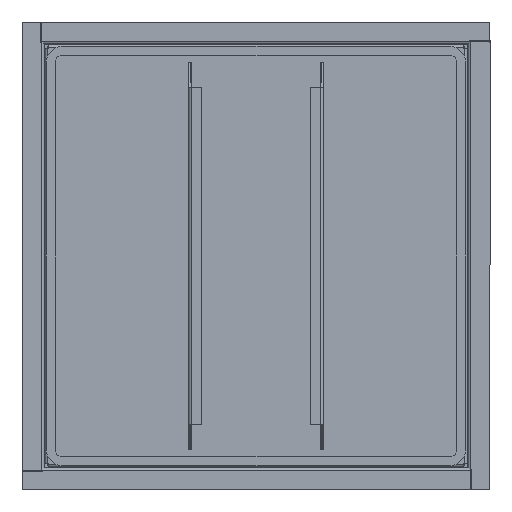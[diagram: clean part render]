
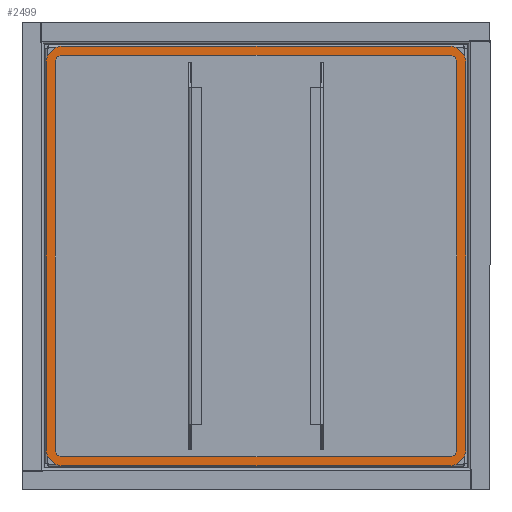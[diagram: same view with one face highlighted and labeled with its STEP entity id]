
A CAD part, front view. The second image highlights one B-rep face of the part: STEP entity #2499.
In plain terms, the highlighted face is planar.
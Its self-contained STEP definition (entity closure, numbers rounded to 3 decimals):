
#45 = DIRECTION ( 'NONE',  ( -1., 0., 0. ) ) ;
#69 = ORIENTED_EDGE ( 'NONE', *, *, #3561, .F. ) ;
#80 = VECTOR ( 'NONE', #1781, 1000. ) ;
#151 = LINE ( 'NONE', #1690, #80 ) ;
#156 = CIRCLE ( 'NONE', #1177, 7. ) ;
#160 = EDGE_CURVE ( 'NONE', #3790, #368, #2904, .T. ) ;
#299 = VERTEX_POINT ( 'NONE', #559 ) ;
#327 = VECTOR ( 'NONE', #3062, 1000. ) ;
#354 = DIRECTION ( 'NONE',  ( 0., 0., 1. ) ) ;
#363 = VERTEX_POINT ( 'NONE', #2234 ) ;
#368 = VERTEX_POINT ( 'NONE', #1623 ) ;
#385 = ORIENTED_EDGE ( 'NONE', *, *, #4461, .F. ) ;
#420 = EDGE_LOOP ( 'NONE', ( #4595, #3880, #4690, #1185, #2474, #1671, #2156, #2825 ) ) ;
#421 = DIRECTION ( 'NONE',  ( -1., 0., 0. ) ) ;
#465 = CARTESIAN_POINT ( 'NONE',  ( -190., -175., 0. ) ) ;
#482 = AXIS2_PLACEMENT_3D ( 'NONE', #3730, #1442, #3473 ) ;
#510 = AXIS2_PLACEMENT_3D ( 'NONE', #4304, #4166, #2146 ) ;
#547 = VERTEX_POINT ( 'NONE', #3341 ) ;
#558 = EDGE_CURVE ( 'NONE', #3940, #668, #1508, .T. ) ;
#559 = CARTESIAN_POINT ( 'NONE',  ( -182., 175., 0. ) ) ;
#635 = DIRECTION ( 'NONE',  ( 0., 0., -1. ) ) ;
#652 = CARTESIAN_POINT ( 'NONE',  ( -175., -190., 0. ) ) ;
#668 = VERTEX_POINT ( 'NONE', #465 ) ;
#698 = ORIENTED_EDGE ( 'NONE', *, *, #798, .F. ) ;
#798 = EDGE_CURVE ( 'NONE', #368, #3940, #4716, .T. ) ;
#811 = VERTEX_POINT ( 'NONE', #888 ) ;
#822 = DIRECTION ( 'NONE',  ( 0., 0., 1. ) ) ;
#884 = AXIS2_PLACEMENT_3D ( 'NONE', #1829, #354, #1903 ) ;
#888 = CARTESIAN_POINT ( 'NONE',  ( -175., 182., 0. ) ) ;
#942 = AXIS2_PLACEMENT_3D ( 'NONE', #4599, #3910, #2763 ) ;
#980 = DIRECTION ( 'NONE',  ( -1., 0., 0. ) ) ;
#998 = LINE ( 'NONE', #4376, #3305 ) ;
#999 = CARTESIAN_POINT ( 'NONE',  ( -175., 175., 0. ) ) ;
#1114 = EDGE_CURVE ( 'NONE', #3131, #3874, #3123, .T. ) ;
#1149 = VERTEX_POINT ( 'NONE', #1308 ) ;
#1177 = AXIS2_PLACEMENT_3D ( 'NONE', #999, #822, #421 ) ;
#1185 = ORIENTED_EDGE ( 'NONE', *, *, #1114, .T. ) ;
#1195 = EDGE_CURVE ( 'NONE', #547, #3131, #2379, .T. ) ;
#1203 = EDGE_CURVE ( 'NONE', #299, #363, #2606, .T. ) ;
#1227 = VERTEX_POINT ( 'NONE', #2170 ) ;
#1244 = DIRECTION ( 'NONE',  ( 0., 0., 1. ) ) ;
#1273 = VERTEX_POINT ( 'NONE', #2074 ) ;
#1308 = CARTESIAN_POINT ( 'NONE',  ( 190., -175., 0. ) ) ;
#1323 = EDGE_CURVE ( 'NONE', #3874, #1273, #1962, .T. ) ;
#1421 = CIRCLE ( 'NONE', #1598, 7. ) ;
#1432 = CIRCLE ( 'NONE', #884, 15. ) ;
#1442 = DIRECTION ( 'NONE',  ( 0., 0., 1. ) ) ;
#1444 = EDGE_CURVE ( 'NONE', #363, #547, #1421, .T. ) ;
#1445 = CARTESIAN_POINT ( 'NONE',  ( -190., -175., 0. ) ) ;
#1452 = CARTESIAN_POINT ( 'NONE',  ( 175., -175., 0. ) ) ;
#1508 = LINE ( 'NONE', #1445, #1825 ) ;
#1541 = DIRECTION ( 'NONE',  ( 0., 1., 0. ) ) ;
#1592 = AXIS2_PLACEMENT_3D ( 'NONE', #4397, #4425, #4418 ) ;
#1598 = AXIS2_PLACEMENT_3D ( 'NONE', #3850, #4625, #980 ) ;
#1623 = CARTESIAN_POINT ( 'NONE',  ( -175., 190., 0. ) ) ;
#1671 = ORIENTED_EDGE ( 'NONE', *, *, #4427, .T. ) ;
#1672 = CARTESIAN_POINT ( 'NONE',  ( -175., -182., 0. ) ) ;
#1690 = CARTESIAN_POINT ( 'NONE',  ( -175., 182., 0. ) ) ;
#1760 = VECTOR ( 'NONE', #2726, 1000. ) ;
#1781 = DIRECTION ( 'NONE',  ( -1., 0., 0. ) ) ;
#1825 = VECTOR ( 'NONE', #2534, 1000. ) ;
#1829 = CARTESIAN_POINT ( 'NONE',  ( -175., -175., 0. ) ) ;
#1876 = DIRECTION ( 'NONE',  ( -1., 0., 0. ) ) ;
#1903 = DIRECTION ( 'NONE',  ( -1., 0., 0. ) ) ;
#1962 = LINE ( 'NONE', #2584, #1760 ) ;
#1982 = CARTESIAN_POINT ( 'NONE',  ( -190., 175., 0. ) ) ;
#2007 = FACE_BOUND ( 'NONE', #420, .T. ) ;
#2074 = CARTESIAN_POINT ( 'NONE',  ( 182., 175., 0. ) ) ;
#2146 = DIRECTION ( 'NONE',  ( -1., 0., 0. ) ) ;
#2156 = ORIENTED_EDGE ( 'NONE', *, *, #2233, .T. ) ;
#2170 = CARTESIAN_POINT ( 'NONE',  ( 175., 182., 0. ) ) ;
#2233 = EDGE_CURVE ( 'NONE', #1227, #811, #151, .T. ) ;
#2234 = CARTESIAN_POINT ( 'NONE',  ( -182., -175., 0. ) ) ;
#2289 = ORIENTED_EDGE ( 'NONE', *, *, #3354, .F. ) ;
#2363 = VECTOR ( 'NONE', #4354, 1000. ) ;
#2369 = CIRCLE ( 'NONE', #1592, 15. ) ;
#2379 = LINE ( 'NONE', #1672, #2363 ) ;
#2474 = ORIENTED_EDGE ( 'NONE', *, *, #1323, .T. ) ;
#2499 = ADVANCED_FACE ( 'NONE', ( #2837, #2007 ), #4387, .T. ) ;
#2531 = ORIENTED_EDGE ( 'NONE', *, *, #4094, .F. ) ;
#2534 = DIRECTION ( 'NONE',  ( 0., -1., 0. ) ) ;
#2584 = CARTESIAN_POINT ( 'NONE',  ( 182., -175., 0. ) ) ;
#2606 = LINE ( 'NONE', #2847, #3383 ) ;
#2726 = DIRECTION ( 'NONE',  ( 0., 1., 0. ) ) ;
#2763 = DIRECTION ( 'NONE',  ( -1., 0., 0. ) ) ;
#2825 = ORIENTED_EDGE ( 'NONE', *, *, #4046, .T. ) ;
#2837 = FACE_OUTER_BOUND ( 'NONE', #2970, .T. ) ;
#2847 = CARTESIAN_POINT ( 'NONE',  ( -182., -175., 0. ) ) ;
#2904 = LINE ( 'NONE', #4242, #2922 ) ;
#2922 = VECTOR ( 'NONE', #4689, 1000. ) ;
#2946 = LINE ( 'NONE', #652, #327 ) ;
#2970 = EDGE_LOOP ( 'NONE', ( #698, #3461, #69, #2289, #3051, #2531, #385, #3935 ) ) ;
#3021 = CARTESIAN_POINT ( 'NONE',  ( -175., 175., 0. ) ) ;
#3051 = ORIENTED_EDGE ( 'NONE', *, *, #4715, .F. ) ;
#3062 = DIRECTION ( 'NONE',  ( 1., 0., 0. ) ) ;
#3123 = CIRCLE ( 'NONE', #4736, 7. ) ;
#3131 = VERTEX_POINT ( 'NONE', #4226 ) ;
#3207 = CARTESIAN_POINT ( 'NONE',  ( 175., 190., 0. ) ) ;
#3250 = CIRCLE ( 'NONE', #942, 7. ) ;
#3305 = VECTOR ( 'NONE', #1541, 1000. ) ;
#3341 = CARTESIAN_POINT ( 'NONE',  ( -175., -182., 0. ) ) ;
#3354 = EDGE_CURVE ( 'NONE', #1149, #3389, #998, .T. ) ;
#3383 = VECTOR ( 'NONE', #3390, 1000. ) ;
#3389 = VERTEX_POINT ( 'NONE', #4056 ) ;
#3390 = DIRECTION ( 'NONE',  ( 0., -1., 0. ) ) ;
#3459 = CARTESIAN_POINT ( 'NONE',  ( 182., -175., 0. ) ) ;
#3460 = CARTESIAN_POINT ( 'NONE',  ( 175., -190., 0. ) ) ;
#3461 = ORIENTED_EDGE ( 'NONE', *, *, #160, .F. ) ;
#3473 = DIRECTION ( 'NONE',  ( -1., 0., 0. ) ) ;
#3542 = AXIS2_PLACEMENT_3D ( 'NONE', #3021, #635, #45 ) ;
#3561 = EDGE_CURVE ( 'NONE', #3389, #3790, #2369, .T. ) ;
#3590 = VERTEX_POINT ( 'NONE', #4549 ) ;
#3657 = CIRCLE ( 'NONE', #482, 15. ) ;
#3730 = CARTESIAN_POINT ( 'NONE',  ( 175., -175., 0. ) ) ;
#3790 = VERTEX_POINT ( 'NONE', #3207 ) ;
#3850 = CARTESIAN_POINT ( 'NONE',  ( -175., -175., 0. ) ) ;
#3874 = VERTEX_POINT ( 'NONE', #3459 ) ;
#3880 = ORIENTED_EDGE ( 'NONE', *, *, #1444, .T. ) ;
#3910 = DIRECTION ( 'NONE',  ( 0., 0., 1. ) ) ;
#3935 = ORIENTED_EDGE ( 'NONE', *, *, #558, .F. ) ;
#3940 = VERTEX_POINT ( 'NONE', #1982 ) ;
#4046 = EDGE_CURVE ( 'NONE', #811, #299, #156, .T. ) ;
#4056 = CARTESIAN_POINT ( 'NONE',  ( 190., 175., 0. ) ) ;
#4094 = EDGE_CURVE ( 'NONE', #3590, #4512, #2946, .T. ) ;
#4166 = DIRECTION ( 'NONE',  ( 0., 0., 1. ) ) ;
#4226 = CARTESIAN_POINT ( 'NONE',  ( 175., -182., 0. ) ) ;
#4242 = CARTESIAN_POINT ( 'NONE',  ( -175., 190., 0. ) ) ;
#4304 = CARTESIAN_POINT ( 'NONE',  ( -175., 175., 0. ) ) ;
#4354 = DIRECTION ( 'NONE',  ( 1., 0., 0. ) ) ;
#4376 = CARTESIAN_POINT ( 'NONE',  ( 190., -175., 0. ) ) ;
#4387 = PLANE ( 'NONE',  #3542 ) ;
#4397 = CARTESIAN_POINT ( 'NONE',  ( 175., 175., 0. ) ) ;
#4418 = DIRECTION ( 'NONE',  ( -1., 0., 0. ) ) ;
#4425 = DIRECTION ( 'NONE',  ( 0., 0., 1. ) ) ;
#4427 = EDGE_CURVE ( 'NONE', #1273, #1227, #3250, .T. ) ;
#4461 = EDGE_CURVE ( 'NONE', #668, #3590, #1432, .T. ) ;
#4512 = VERTEX_POINT ( 'NONE', #3460 ) ;
#4549 = CARTESIAN_POINT ( 'NONE',  ( -175., -190., 0. ) ) ;
#4595 = ORIENTED_EDGE ( 'NONE', *, *, #1203, .T. ) ;
#4599 = CARTESIAN_POINT ( 'NONE',  ( 175., 175., 0. ) ) ;
#4625 = DIRECTION ( 'NONE',  ( 0., 0., 1. ) ) ;
#4689 = DIRECTION ( 'NONE',  ( -1., 0., 0. ) ) ;
#4690 = ORIENTED_EDGE ( 'NONE', *, *, #1195, .T. ) ;
#4715 = EDGE_CURVE ( 'NONE', #4512, #1149, #3657, .T. ) ;
#4716 = CIRCLE ( 'NONE', #510, 15. ) ;
#4736 = AXIS2_PLACEMENT_3D ( 'NONE', #1452, #1244, #1876 ) ;
